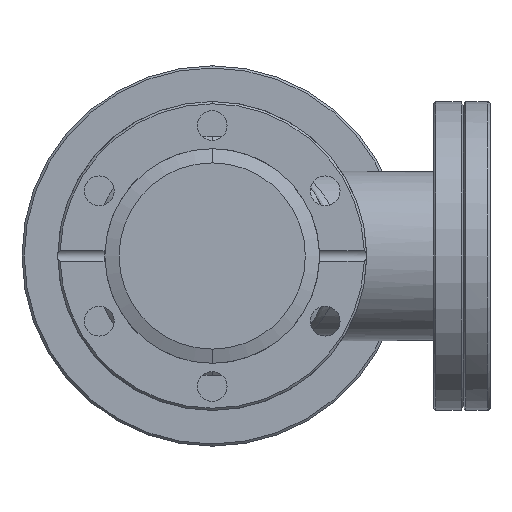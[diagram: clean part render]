
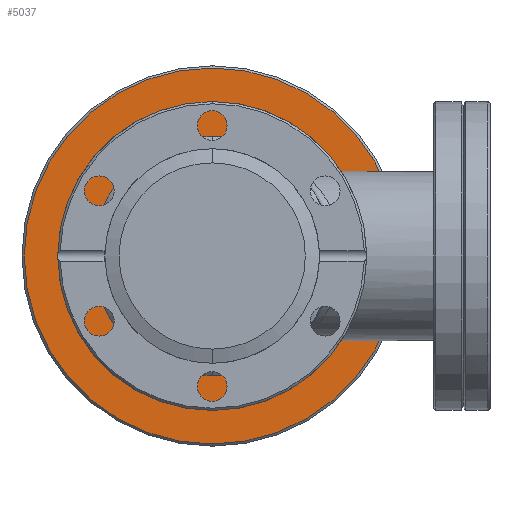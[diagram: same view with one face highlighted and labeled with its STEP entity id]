
A CAD part, front view. The second image highlights one B-rep face of the part: STEP entity #5037.
In plain terms, the highlighted planar face has unit normal (0, -1, 0).
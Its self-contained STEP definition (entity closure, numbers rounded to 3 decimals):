
#145 = CARTESIAN_POINT ( 'NONE',  ( 0., 96.5, 27. ) ) ;
#236 = CIRCLE ( 'NONE', #8211, 42.3 ) ;
#502 = CARTESIAN_POINT ( 'NONE',  ( 0., 96.5, -27. ) ) ;
#938 = EDGE_CURVE ( 'NONE', #5421, #9760, #3504, .T. ) ;
#1159 = FACE_OUTER_BOUND ( 'NONE', #7499, .T. ) ;
#1697 = CARTESIAN_POINT ( 'NONE',  ( 0., 96.5, 0. ) ) ;
#1920 = CIRCLE ( 'NONE', #10413, 42.3 ) ;
#1959 = DIRECTION ( 'NONE',  ( 0., -1., 0. ) ) ;
#2507 = DIRECTION ( 'NONE',  ( 0., 0., 1. ) ) ;
#2718 = CARTESIAN_POINT ( 'NONE',  ( -42.3, 96.5, 0. ) ) ;
#3077 = ORIENTED_EDGE ( 'NONE', *, *, #8028, .F. ) ;
#3504 = CIRCLE ( 'NONE', #3637, 27. ) ;
#3637 = AXIS2_PLACEMENT_3D ( 'NONE', #9431, #9394, #9358 ) ;
#3842 = DIRECTION ( 'NONE',  ( 0., -1., 0. ) ) ;
#4018 = VERTEX_POINT ( 'NONE', #10577 ) ;
#4300 = AXIS2_PLACEMENT_3D ( 'NONE', #1697, #7430, #2507 ) ;
#4605 = CARTESIAN_POINT ( 'NONE',  ( 0., 96.5, 0. ) ) ;
#4708 = AXIS2_PLACEMENT_3D ( 'NONE', #2718, #1959, #7691 ) ;
#5037 = ADVANCED_FACE ( 'NONE', ( #1159, #9640 ), #6868, .T. ) ;
#5421 = VERTEX_POINT ( 'NONE', #502 ) ;
#5430 = DIRECTION ( 'NONE',  ( 0., 0., 1. ) ) ;
#5943 = VERTEX_POINT ( 'NONE', #8845 ) ;
#6868 = PLANE ( 'NONE',  #4708 ) ;
#7288 = EDGE_CURVE ( 'NONE', #4018, #5943, #236, .T. ) ;
#7317 = EDGE_CURVE ( 'NONE', #5943, #4018, #1920, .T. ) ;
#7430 = DIRECTION ( 'NONE',  ( 0., -1., 0. ) ) ;
#7499 = EDGE_LOOP ( 'NONE', ( #10600, #8781 ) ) ;
#7674 = CIRCLE ( 'NONE', #4300, 27. ) ;
#7691 = DIRECTION ( 'NONE',  ( 0., 0., -1. ) ) ;
#8028 = EDGE_CURVE ( 'NONE', #9760, #5421, #7674, .T. ) ;
#8182 = ORIENTED_EDGE ( 'NONE', *, *, #938, .F. ) ;
#8211 = AXIS2_PLACEMENT_3D ( 'NONE', #4605, #10331, #5430 ) ;
#8771 = CARTESIAN_POINT ( 'NONE',  ( 0., 96.5, 0. ) ) ;
#8781 = ORIENTED_EDGE ( 'NONE', *, *, #7317, .T. ) ;
#8845 = CARTESIAN_POINT ( 'NONE',  ( 0., 96.5, -42.3 ) ) ;
#8956 = EDGE_LOOP ( 'NONE', ( #3077, #8182 ) ) ;
#9358 = DIRECTION ( 'NONE',  ( 0., 0., 1. ) ) ;
#9394 = DIRECTION ( 'NONE',  ( 0., -1., 0. ) ) ;
#9431 = CARTESIAN_POINT ( 'NONE',  ( 0., 96.5, 0. ) ) ;
#9569 = DIRECTION ( 'NONE',  ( 0., 0., 1. ) ) ;
#9640 = FACE_BOUND ( 'NONE', #8956, .T. ) ;
#9760 = VERTEX_POINT ( 'NONE', #145 ) ;
#10331 = DIRECTION ( 'NONE',  ( 0., -1., 0. ) ) ;
#10413 = AXIS2_PLACEMENT_3D ( 'NONE', #8771, #3842, #9569 ) ;
#10577 = CARTESIAN_POINT ( 'NONE',  ( 0., 96.5, 42.3 ) ) ;
#10600 = ORIENTED_EDGE ( 'NONE', *, *, #7288, .T. ) ;
